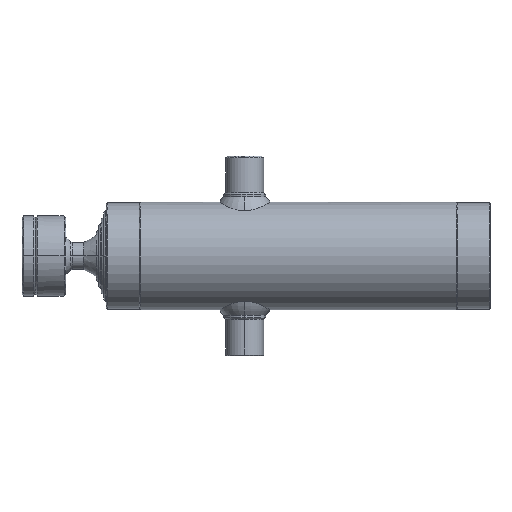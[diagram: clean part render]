
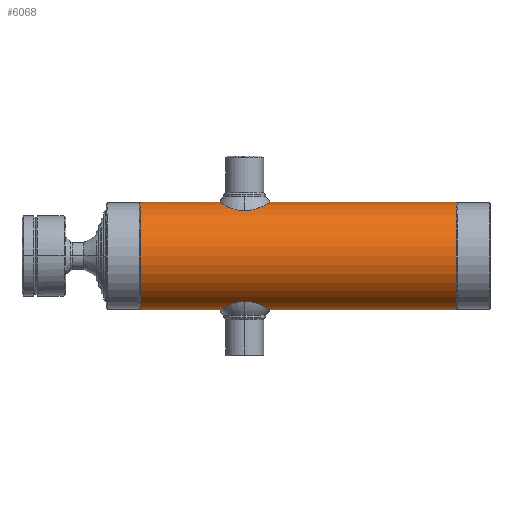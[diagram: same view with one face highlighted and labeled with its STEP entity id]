
A CAD part, left-side view. The second image highlights one B-rep face of the part: STEP entity #6068.
In plain terms, the highlighted cylindrical face has radius 64 mm (diameter 128 mm), a partial arc.
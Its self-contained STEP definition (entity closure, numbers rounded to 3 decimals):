
#243 = CARTESIAN_POINT ( 'NONE',  ( 0., -30.734, 64. ) ) ;
#376 = CARTESIAN_POINT ( 'NONE',  ( -5.384, 288.345, 63.773 ) ) ;
#431 = CARTESIAN_POINT ( 'NONE',  ( -2.478, 296.468, 63.952 ) ) ;
#486 = CARTESIAN_POINT ( 'NONE',  ( -5.384, 293.656, 63.773 ) ) ;
#581 = EDGE_CURVE ( 'NONE', #3054, #9860, #6029, .T. ) ;
#1082 = DIRECTION ( 'NONE',  ( 0., -1., 0. ) ) ;
#1092 = VECTOR ( 'NONE', #8771, 1000. ) ;
#1138 = CARTESIAN_POINT ( 'NONE',  ( -5.694, 292.931, 63.746 ) ) ;
#1292 = CARTESIAN_POINT ( 'NONE',  ( -5.551, 288.699, 63.759 ) ) ;
#1570 = CARTESIAN_POINT ( 'NONE',  ( -3.967, 286.481, 63.878 ) ) ;
#1894 = CARTESIAN_POINT ( 'NONE',  ( -5.469, 293.476, 63.766 ) ) ;
#1946 = CARTESIAN_POINT ( 'NONE',  ( -5.684, 289.067, 63.747 ) ) ;
#1994 = CARTESIAN_POINT ( 'NONE',  ( -4.524, 294.962, 63.841 ) ) ;
#2045 = CARTESIAN_POINT ( 'NONE',  ( -6., 291.389, 63.718 ) ) ;
#2111 = DIRECTION ( 'NONE',  ( 0., -1., 0. ) ) ;
#2183 = CARTESIAN_POINT ( 'NONE',  ( -0.786, 285.039, 63.996 ) ) ;
#2238 = CARTESIAN_POINT ( 'NONE',  ( -1.362, 285.153, 63.986 ) ) ;
#2318 = ORIENTED_EDGE ( 'NONE', *, *, #7175, .T. ) ;
#2339 = CARTESIAN_POINT ( 'NONE',  ( -3.658, 286.228, 63.896 ) ) ;
#2565 = AXIS2_PLACEMENT_3D ( 'NONE', #4526, #3563, #5199 ) ;
#2626 = CARTESIAN_POINT ( 'NONE',  ( 0., 297., 64. ) ) ;
#2758 = CARTESIAN_POINT ( 'NONE',  ( -2.658, 296.383, 63.945 ) ) ;
#2920 = CARTESIAN_POINT ( 'NONE',  ( 0., 40., 0. ) ) ;
#2975 = CARTESIAN_POINT ( 'NONE',  ( 0., -30.734, -64. ) ) ;
#2985 = CARTESIAN_POINT ( 'NONE',  ( 0., 415., -64. ) ) ;
#3028 = ORIENTED_EDGE ( 'NONE', *, *, #581, .F. ) ;
#3054 = VERTEX_POINT ( 'NONE', #9806 ) ;
#3114 = CARTESIAN_POINT ( 'NONE',  ( 0., 40., -64. ) ) ;
#3145 = CARTESIAN_POINT ( 'NONE',  ( -1.552, 285.201, 63.981 ) ) ;
#3207 = AXIS2_PLACEMENT_3D ( 'NONE', #8759, #1082, #4075 ) ;
#3463 = CARTESIAN_POINT ( 'NONE',  ( -3.005, 296.197, 63.93 ) ) ;
#3563 = DIRECTION ( 'NONE',  ( 0., -1., 0. ) ) ;
#3912 = AXIS2_PLACEMENT_3D ( 'NONE', #2920, #2111, #6025 ) ;
#4075 = DIRECTION ( 'NONE',  ( 0., 0., -1. ) ) ;
#4227 = CARTESIAN_POINT ( 'NONE',  ( -5.808, 292.557, 63.736 ) ) ;
#4331 = CARTESIAN_POINT ( 'NONE',  ( -1.933, 296.694, 63.972 ) ) ;
#4382 = CARTESIAN_POINT ( 'NONE',  ( -5.199, 287.999, 63.789 ) ) ;
#4526 = CARTESIAN_POINT ( 'NONE',  ( 0., -30.734, 0. ) ) ;
#4603 = EDGE_LOOP ( 'NONE', ( #8711, #9594, #2318, #3028, #8446, #5049 ) ) ;
#5002 = CARTESIAN_POINT ( 'NONE',  ( -1.559, 296.807, 63.982 ) ) ;
#5049 = ORIENTED_EDGE ( 'NONE', *, *, #9001, .F. ) ;
#5051 = CARTESIAN_POINT ( 'NONE',  ( -6., 290.606, 63.718 ) ) ;
#5152 = CARTESIAN_POINT ( 'NONE',  ( -5.962, 290.217, 63.722 ) ) ;
#5199 = DIRECTION ( 'NONE',  ( 0., 0., -1. ) ) ;
#5251 = VERTEX_POINT ( 'NONE', #2985 ) ;
#5293 = CARTESIAN_POINT ( 'NONE',  ( -4.768, 287.336, 63.823 ) ) ;
#5344 = CARTESIAN_POINT ( 'NONE',  ( -2.117, 285.382, 63.965 ) ) ;
#5677 = LINE ( 'NONE', #243, #1092 ) ;
#5767 = CARTESIAN_POINT ( 'NONE',  ( 0., 297., 64. ) ) ;
#5786 = EDGE_CURVE ( 'NONE', #8464, #5251, #9557, .T. ) ;
#5957 = VECTOR ( 'NONE', #6312, 1000. ) ;
#6025 = DIRECTION ( 'NONE',  ( 0., 0., -1. ) ) ;
#6029 = CIRCLE ( 'NONE', #3912, 64. ) ;
#6068 = ADVANCED_FACE ( 'NONE', ( #6780 ), #9055, .T. ) ;
#6105 = CARTESIAN_POINT ( 'NONE',  ( -2.661, 285.608, 63.946 ) ) ;
#6159 = CARTESIAN_POINT ( 'NONE',  ( 0., -30.734, 64. ) ) ;
#6312 = DIRECTION ( 'NONE',  ( 0., -1., 0. ) ) ;
#6760 = VERTEX_POINT ( 'NONE', #2626 ) ;
#6780 = FACE_OUTER_BOUND ( 'NONE', #4603, .T. ) ;
#7175 = EDGE_CURVE ( 'NONE', #5251, #9860, #7814, .T. ) ;
#7243 = EDGE_CURVE ( 'NONE', #8464, #6760, #5677, .T. ) ;
#7341 = CARTESIAN_POINT ( 'NONE',  ( -5.846, 289.636, 63.732 ) ) ;
#7446 = CARTESIAN_POINT ( 'NONE',  ( -4.772, 294.658, 63.822 ) ) ;
#7466 = B_SPLINE_CURVE_WITH_KNOTS ( 'NONE', 3,
 ( #5767, #8204, #9735, #5002, #4331, #431, #2758, #3463, #8862, #8913, #8954, #1994, #7446, #9632, #9008, #486, #1894, #1138, #4227, #9781, #2045, #5051, #5152, #7341, #8262, #1946, #1292, #376, #4382, #7835, #5293, #9306, #1570, #2339, #9150, #6105, #5344, #7632, #3145, #2238, #2183, #7790, #8399 ),
 .UNSPECIFIED., .F., .F.,
 ( 4, 2, 2, 2, 2, 2, 2, 2, 2, 2, 2, 2, 2, 1, 2, 2, 2, 2, 2, 2, 2, 4 ),
 ( 0.009, 0.011, 0.012, 0.012, 0.013, 0.014, 0.015, 0.016, 0.016, 0.018, 0.019, 0.02, 0.021, 0.021, 0.022, 0.022, 0.023, 0.025, 0.026, 0.026, 0.027, 0.028 ),
 .UNSPECIFIED. ) ;
#7632 = CARTESIAN_POINT ( 'NONE',  ( -1.929, 285.315, 63.971 ) ) ;
#7766 = DIRECTION ( 'NONE',  ( 0., -1., 0. ) ) ;
#7788 = LINE ( 'NONE', #6159, #5957 ) ;
#7790 = CARTESIAN_POINT ( 'NONE',  ( -0.396, 285., 64. ) ) ;
#7814 = LINE ( 'NONE', #2975, #8078 ) ;
#7817 = EDGE_CURVE ( 'NONE', #9179, #3054, #7788, .T. ) ;
#7835 = CARTESIAN_POINT ( 'NONE',  ( -5.097, 287.829, 63.797 ) ) ;
#7971 = CARTESIAN_POINT ( 'NONE',  ( 0., 415., 64. ) ) ;
#8078 = VECTOR ( 'NONE', #7766, 1000. ) ;
#8204 = CARTESIAN_POINT ( 'NONE',  ( -0.392, 297., 64. ) ) ;
#8262 = CARTESIAN_POINT ( 'NONE',  ( -5.798, 289.443, 63.737 ) ) ;
#8399 = CARTESIAN_POINT ( 'NONE',  ( 0., 285., 64. ) ) ;
#8446 = ORIENTED_EDGE ( 'NONE', *, *, #7817, .F. ) ;
#8464 = VERTEX_POINT ( 'NONE', #7971 ) ;
#8711 = ORIENTED_EDGE ( 'NONE', *, *, #7243, .F. ) ;
#8759 = CARTESIAN_POINT ( 'NONE',  ( 0., 415., 0. ) ) ;
#8771 = DIRECTION ( 'NONE',  ( 0., -1., 0. ) ) ;
#8862 = CARTESIAN_POINT ( 'NONE',  ( -3.173, 296.096, 63.921 ) ) ;
#8913 = CARTESIAN_POINT ( 'NONE',  ( -3.661, 295.77, 63.896 ) ) ;
#8954 = CARTESIAN_POINT ( 'NONE',  ( -3.963, 295.522, 63.878 ) ) ;
#9001 = EDGE_CURVE ( 'NONE', #6760, #9179, #7466, .T. ) ;
#9008 = CARTESIAN_POINT ( 'NONE',  ( -5.198, 294.003, 63.789 ) ) ;
#9055 = CYLINDRICAL_SURFACE ( 'NONE', #2565, 64. ) ;
#9150 = CARTESIAN_POINT ( 'NONE',  ( -3.006, 285.792, 63.93 ) ) ;
#9179 = VERTEX_POINT ( 'NONE', #9815 ) ;
#9306 = CARTESIAN_POINT ( 'NONE',  ( -4.52, 287.035, 63.841 ) ) ;
#9557 = CIRCLE ( 'NONE', #3207, 64. ) ;
#9594 = ORIENTED_EDGE ( 'NONE', *, *, #5786, .T. ) ;
#9632 = CARTESIAN_POINT ( 'NONE',  ( -5.097, 294.171, 63.797 ) ) ;
#9735 = CARTESIAN_POINT ( 'NONE',  ( -0.789, 296.961, 63.996 ) ) ;
#9781 = CARTESIAN_POINT ( 'NONE',  ( -5.961, 291.787, 63.722 ) ) ;
#9806 = CARTESIAN_POINT ( 'NONE',  ( 0., 40., 64. ) ) ;
#9815 = CARTESIAN_POINT ( 'NONE',  ( 0., 285., 64. ) ) ;
#9860 = VERTEX_POINT ( 'NONE', #3114 ) ;
